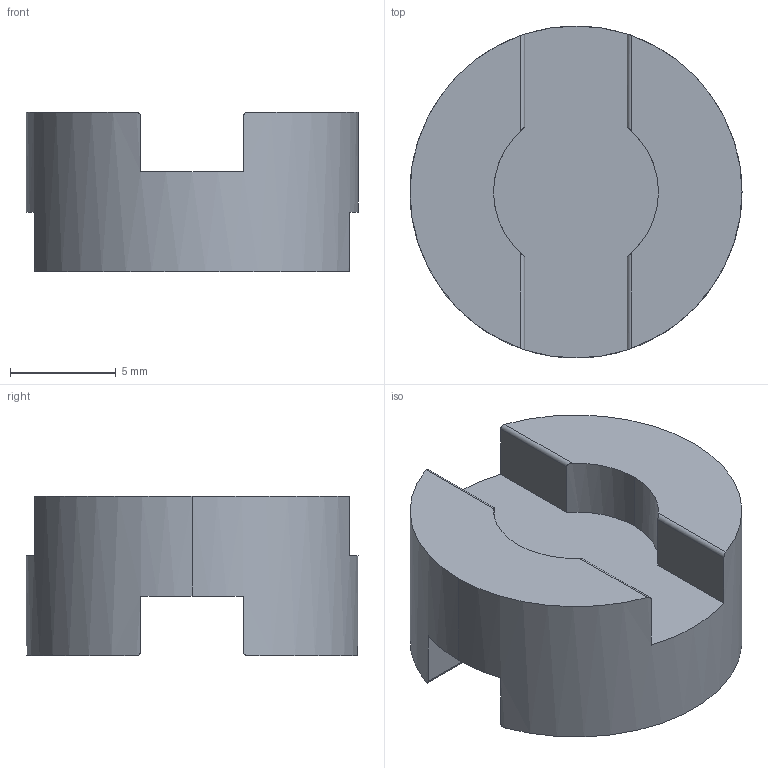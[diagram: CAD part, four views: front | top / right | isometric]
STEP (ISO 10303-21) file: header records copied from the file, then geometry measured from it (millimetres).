
FILE_DESCRIPTION (( 'STEP AP203' ), '1' );
FILE_NAME ('SOH-16-DISC.step', '2021-04-15T12:47:22', ( '' ), ( '' ), 'SwSTEP 2.0', 'SolidWorks 2021', '' );
FILE_SCHEMA (( 'CONFIG_CONTROL_DESIGN' ));
Length unit declared in the file: millimetre
Products named in the file (1): SOH-16-DISC
Bounding box: 15.7 x 15.7 x 7.55 mm (x, y, z)
Volume: 966.6 mm3; surface area: 879.5 mm2
Topology: 1 solids, 1 shells, 29 faces, 81 edges, 54 vertices
Faces by surface type: cylinder 15, plane 14
Entity records: 1102 total; most frequent: CARTESIAN_POINT 285, ORIENTED_EDGE 162, DIRECTION 147, EDGE_CURVE 81, VERTEX_POINT 54, AXIS2_PLACEMENT_3D 52, VECTOR 43, LINE 43
